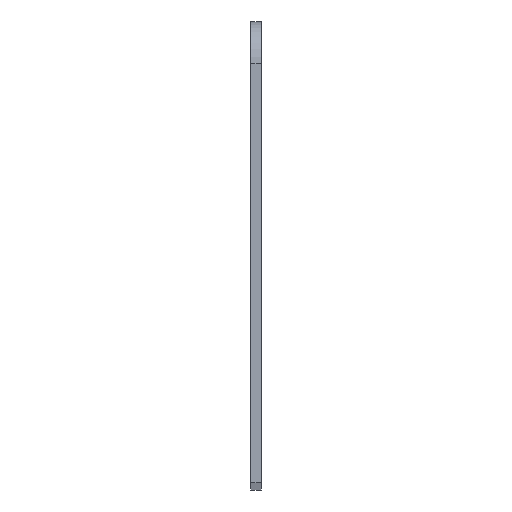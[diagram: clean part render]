
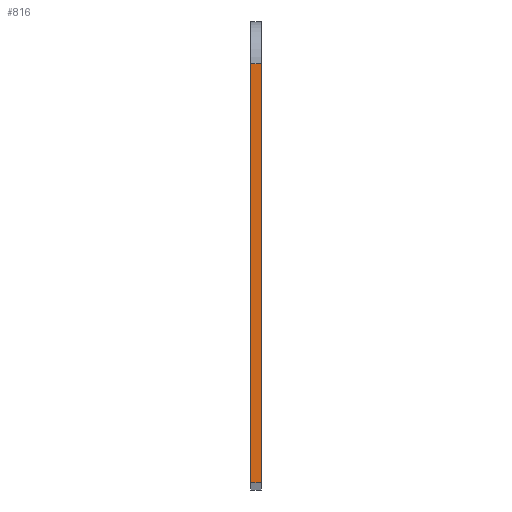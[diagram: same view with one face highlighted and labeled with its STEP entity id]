
A CAD part, top view. The second image highlights one B-rep face of the part: STEP entity #816.
In plain terms, the highlighted planar face has unit normal (0, 0, 1).
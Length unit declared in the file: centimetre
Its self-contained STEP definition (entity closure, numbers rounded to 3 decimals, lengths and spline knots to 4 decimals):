
#63 = ORIENTED_EDGE ( 'NONE', *, *, #204, .T. ) ;
#71 = CARTESIAN_POINT ( 'NONE',  ( 0., 10., 0. ) ) ;
#88 = CARTESIAN_POINT ( 'NONE',  ( 0., 0., 0. ) ) ;
#110 = CARTESIAN_POINT ( 'NONE',  ( 0., 10., 0. ) ) ;
#136 = CARTESIAN_POINT ( 'NONE',  ( 0.25, 10., 0. ) ) ;
#155 = VERTEX_POINT ( 'NONE', #1365 ) ;
#166 = PLANE ( 'NONE',  #1736 ) ;
#204 = EDGE_CURVE ( 'NONE', #306, #155, #1089, .T. ) ;
#306 = VERTEX_POINT ( 'NONE', #110 ) ;
#314 = EDGE_LOOP ( 'NONE', ( #1290, #1824, #63, #879 ) ) ;
#390 = CARTESIAN_POINT ( 'NONE',  ( 0.25, 0., 0. ) ) ;
#469 = FACE_OUTER_BOUND ( 'NONE', #314, .T. ) ;
#542 = VECTOR ( 'NONE', #1888, 100. ) ;
#602 = CARTESIAN_POINT ( 'NONE',  ( 0., 10., 0. ) ) ;
#658 = DIRECTION ( 'NONE',  ( 0., 0., 1. ) ) ;
#718 = VERTEX_POINT ( 'NONE', #1909 ) ;
#795 = DIRECTION ( 'NONE',  ( 1., 0., 0. ) ) ;
#816 = ADVANCED_FACE ( 'NONE', ( #469 ), #166, .T. ) ;
#856 = EDGE_CURVE ( 'NONE', #718, #1009, #1321, .T. ) ;
#879 = ORIENTED_EDGE ( 'NONE', *, *, #1554, .T. ) ;
#1009 = VERTEX_POINT ( 'NONE', #390 ) ;
#1089 = LINE ( 'NONE', #71, #2016 ) ;
#1223 = LINE ( 'NONE', #88, #1952 ) ;
#1269 = LINE ( 'NONE', #602, #542 ) ;
#1290 = ORIENTED_EDGE ( 'NONE', *, *, #856, .F. ) ;
#1321 = LINE ( 'NONE', #136, #2057 ) ;
#1365 = CARTESIAN_POINT ( 'NONE',  ( 0., 0., 0. ) ) ;
#1404 = DIRECTION ( 'NONE',  ( 0., -1., 0. ) ) ;
#1409 = DIRECTION ( 'NONE',  ( 1., 0., 0. ) ) ;
#1468 = EDGE_CURVE ( 'NONE', #306, #718, #1269, .T. ) ;
#1554 = EDGE_CURVE ( 'NONE', #155, #1009, #1223, .T. ) ;
#1736 = AXIS2_PLACEMENT_3D ( 'NONE', #1997, #658, #795 ) ;
#1824 = ORIENTED_EDGE ( 'NONE', *, *, #1468, .F. ) ;
#1888 = DIRECTION ( 'NONE',  ( 1., 0., 0. ) ) ;
#1909 = CARTESIAN_POINT ( 'NONE',  ( 0.25, 10., 0. ) ) ;
#1952 = VECTOR ( 'NONE', #1409, 100. ) ;
#1997 = CARTESIAN_POINT ( 'NONE',  ( 0., 10., 0. ) ) ;
#2016 = VECTOR ( 'NONE', #1404, 100. ) ;
#2057 = VECTOR ( 'NONE', #2127, 100. ) ;
#2127 = DIRECTION ( 'NONE',  ( 0., -1., 0. ) ) ;
